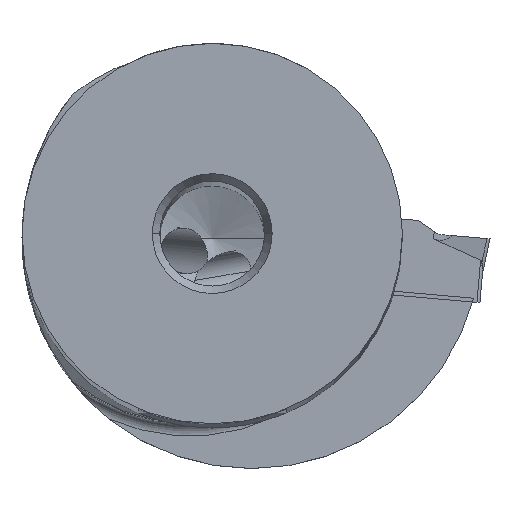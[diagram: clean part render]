
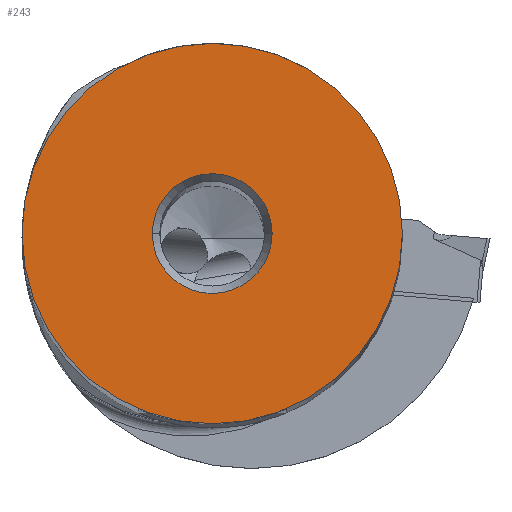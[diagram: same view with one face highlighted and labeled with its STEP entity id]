
A CAD part, top view. The second image highlights one B-rep face of the part: STEP entity #243.
In plain terms, the highlighted planar face has unit normal (0, 0, 1).
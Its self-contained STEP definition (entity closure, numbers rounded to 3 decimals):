
#54=FACE_BOUND('',#553,.T.);
#55=FACE_BOUND('',#554,.T.);
#243=ADVANCED_FACE('',(#54,#55),#334,.F.);
#334=PLANE('',#2985);
#553=EDGE_LOOP('',(#1084,#1085));
#554=EDGE_LOOP('',(#1086,#1087));
#1084=ORIENTED_EDGE('',*,*,#1938,.T.);
#1085=ORIENTED_EDGE('',*,*,#1933,.T.);
#1086=ORIENTED_EDGE('',*,*,#1939,.T.);
#1087=ORIENTED_EDGE('',*,*,#1940,.T.);
#1590=VERTEX_POINT('',#5416);
#1591=VERTEX_POINT('',#5418);
#1596=VERTEX_POINT('',#5431);
#1597=VERTEX_POINT('',#5432);
#1933=EDGE_CURVE('',#1590,#1591,#2293,.T.);
#1938=EDGE_CURVE('',#1591,#1590,#2294,.T.);
#1939=EDGE_CURVE('',#1596,#1597,#2295,.T.);
#1940=EDGE_CURVE('',#1597,#1596,#2296,.T.);
#2293=CIRCLE('',#2978,12.7);
#2294=CIRCLE('',#2982,12.7);
#2295=CIRCLE('',#2983,4.);
#2296=CIRCLE('',#2984,4.);
#2978=AXIS2_PLACEMENT_3D('',#5419,#3491,#3492);
#2982=AXIS2_PLACEMENT_3D('',#5429,#3501,#3502);
#2983=AXIS2_PLACEMENT_3D('',#5430,#3503,#3504);
#2984=AXIS2_PLACEMENT_3D('',#5433,#3505,#3506);
#2985=AXIS2_PLACEMENT_3D('',#5434,#3507,#3508);
#3491=DIRECTION('',(0.,0.,1.));
#3492=DIRECTION('',(-1.,0.,0.));
#3501=DIRECTION('',(0.,0.,1.));
#3502=DIRECTION('',(1.,0.,0.));
#3503=DIRECTION('',(0.,0.,-1.));
#3504=DIRECTION('',(1.,0.,0.));
#3505=DIRECTION('',(0.,0.,-1.));
#3506=DIRECTION('',(-1.,0.,0.));
#3507=DIRECTION('',(0.,0.,-1.));
#3508=DIRECTION('',(1.,0.,0.));
#5416=CARTESIAN_POINT('',(-12.7,0.,0.));
#5418=CARTESIAN_POINT('',(12.7,0.,0.));
#5419=CARTESIAN_POINT('',(0.,0.,0.));
#5429=CARTESIAN_POINT('',(0.,0.,0.));
#5430=CARTESIAN_POINT('',(0.,0.,0.));
#5431=CARTESIAN_POINT('',(4.,0.,0.));
#5432=CARTESIAN_POINT('',(-4.,0.,0.));
#5433=CARTESIAN_POINT('',(0.,0.,0.));
#5434=CARTESIAN_POINT('',(0.,0.,0.));
